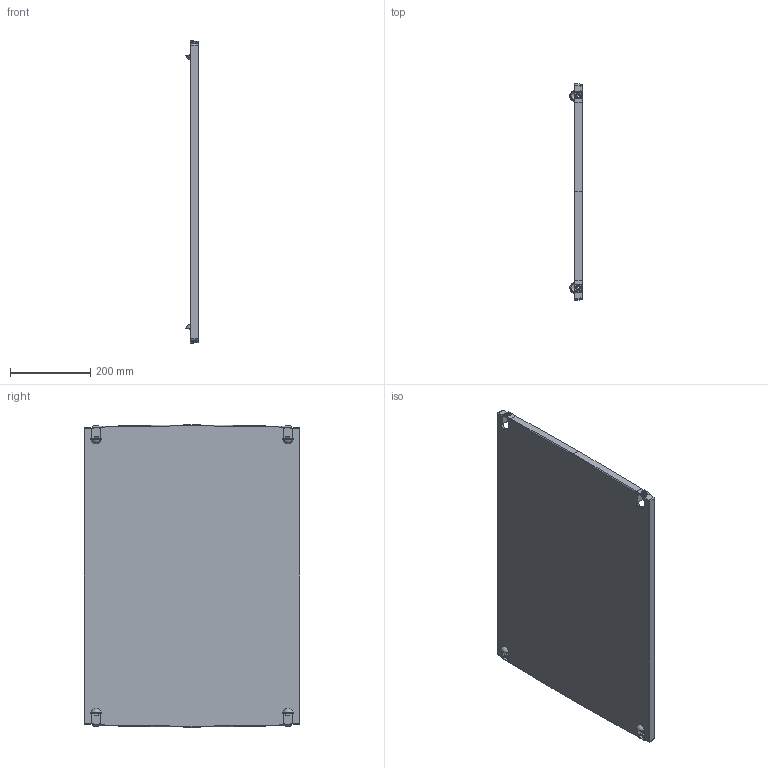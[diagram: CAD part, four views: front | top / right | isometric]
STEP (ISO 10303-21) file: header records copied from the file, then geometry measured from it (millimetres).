
FILE_DESCRIPTION((''),'2;1');
FILE_NAME('GW46418','2021-03-24T14:29:28',('User'),('Axiro Italia'),'CREO PARAMETRIC BY PTC INC, 2020354','CREO PARAMETRIC BY PTC INC, 2020354','');
FILE_SCHEMA(('CONFIG_CONTROL_DESIGN'));
Length unit declared in the file: millimetre
Products named in the file (1): GW46418
Bounding box: 30.32 x 536.86 x 751.86 mm (x, y, z)
Volume: 1352996.7 mm3; surface area: 901815.2 mm2
Topology: 1 solids, 1 shells, 191 faces, 526 edges, 330 vertices
Faces by surface type: plane 123, cylinder 48, sphere 12, bspline 8
Entity records: 8048 total; most frequent: CARTESIAN_POINT 3303, ORIENTED_EDGE 1020, DIRECTION 882, EDGE_CURVE 510, VECTOR 392, LINE 392, VERTEX_POINT 330, AXIS2_PLACEMENT_3D 245
